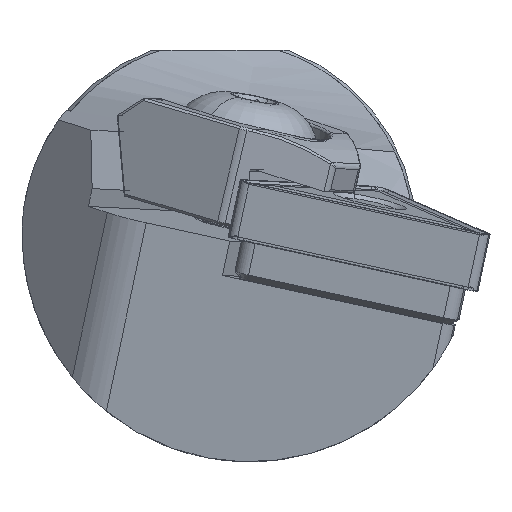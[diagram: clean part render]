
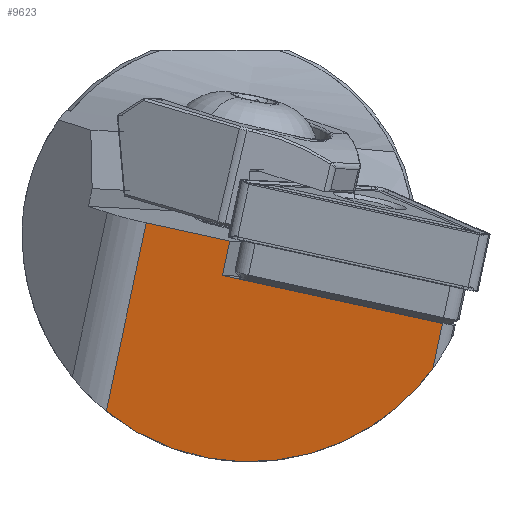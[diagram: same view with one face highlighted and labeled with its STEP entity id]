
A CAD part, left-side view. The second image highlights one B-rep face of the part: STEP entity #9623.
In plain terms, the highlighted planar face has unit normal (-0.993, 0.072, -0.091).
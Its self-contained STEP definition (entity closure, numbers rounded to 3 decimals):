
#167 = CARTESIAN_POINT ( 'NONE',  ( -186.746, -11.494, -14.203 ) ) ;
#397 = EDGE_CURVE ( 'NONE', #3805, #2174, #2990, .T. ) ;
#697 = ORIENTED_EDGE ( 'NONE', *, *, #4093, .T. ) ;
#883 = LINE ( 'NONE', #10095, #2755 ) ;
#1075 = ORIENTED_EDGE ( 'NONE', *, *, #4864, .T. ) ;
#1111 = DIRECTION ( 'NONE',  ( -0.105, -0.207, 0.973 ) ) ;
#1200 = CARTESIAN_POINT ( 'NONE',  ( -187.14, -12.273, -10.538 ) ) ;
#1366 = VERTEX_POINT ( 'NONE', #8353 ) ;
#1416 = ORIENTED_EDGE ( 'NONE', *, *, #8653, .F. ) ;
#2075 = EDGE_CURVE ( 'NONE', #5744, #3805, #4908, .T. ) ;
#2173 = DIRECTION ( 'NONE',  ( -0.105, -0.207, 0.973 ) ) ;
#2174 = VERTEX_POINT ( 'NONE', #1200 ) ;
#2755 = VECTOR ( 'NONE', #8489, 1000. ) ;
#2964 = DIRECTION ( 'NONE',  ( 0., -0.786, -0.619 ) ) ;
#2990 = LINE ( 'NONE', #5817, #8668 ) ;
#3448 = CARTESIAN_POINT ( 'NONE',  ( -184.499, 15.096, -17.68 ) ) ;
#3627 = PLANE ( 'NONE',  #9899 ) ;
#3670 = LINE ( 'NONE', #7202, #5002 ) ;
#3805 = VERTEX_POINT ( 'NONE', #167 ) ;
#4010 = CARTESIAN_POINT ( 'NONE',  ( -187.441, -12.869, -7.737 ) ) ;
#4093 = EDGE_CURVE ( 'NONE', #7353, #1366, #4167, .T. ) ;
#4167 = LINE ( 'NONE', #4010, #5975 ) ;
#4277 = CARTESIAN_POINT ( 'NONE',  ( -184.481, 6.332, -24.776 ) ) ;
#4330 = CARTESIAN_POINT ( 'NONE',  ( -184.499, 15.096, -17.68 ) ) ;
#4546 = CARTESIAN_POINT ( 'NONE',  ( -142.386, 98.401, -409.602 ) ) ;
#4642 = FACE_OUTER_BOUND ( 'NONE', #6803, .T. ) ;
#4864 = EDGE_CURVE ( 'NONE', #6258, #7353, #3670, .T. ) ;
#4908 =( BOUNDED_CURVE ( )  B_SPLINE_CURVE ( 3, ( #3448, #4277, #5841, #8167 ),
 .UNSPECIFIED., .F., .F. ) 
 B_SPLINE_CURVE_WITH_KNOTS ( ( 4, 4 ),
 ( 3.128, 4.749 ),
 .UNSPECIFIED. ) 
 CURVE ( )  GEOMETRIC_REPRESENTATION_ITEM ( )  RATIONAL_B_SPLINE_CURVE ( ( 1., 0.793, 0.793, 1. ) ) 
 REPRESENTATION_ITEM ( '' )  );
#5002 = VECTOR ( 'NONE', #8008, 1000. ) ;
#5542 = VECTOR ( 'NONE', #2173, 1000. ) ;
#5744 = VERTEX_POINT ( 'NONE', #4330 ) ;
#5817 = CARTESIAN_POINT ( 'NONE',  ( -143.68, 73.696, -414.993 ) ) ;
#5841 = CARTESIAN_POINT ( 'NONE',  ( -185.426, -4.85, -23.314 ) ) ;
#5975 = VECTOR ( 'NONE', #10271, 1000. ) ;
#6258 = VERTEX_POINT ( 'NONE', #7968 ) ;
#6508 = ORIENTED_EDGE ( 'NONE', *, *, #7443, .T. ) ;
#6803 = EDGE_LOOP ( 'NONE', ( #1075, #697, #1416, #7498, #7360, #6508 ) ) ;
#6876 = DIRECTION ( 'NONE',  ( 0.993, -0.072, 0.091 ) ) ;
#7140 = LINE ( 'NONE', #4546, #5542 ) ;
#7202 = CARTESIAN_POINT ( 'NONE',  ( -142.741, 91.611, -411.084 ) ) ;
#7353 = VERTEX_POINT ( 'NONE', #8388 ) ;
#7360 = ORIENTED_EDGE ( 'NONE', *, *, #397, .T. ) ;
#7443 = EDGE_CURVE ( 'NONE', #2174, #6258, #883, .T. ) ;
#7498 = ORIENTED_EDGE ( 'NONE', *, *, #2075, .T. ) ;
#7763 = CARTESIAN_POINT ( 'NONE',  ( -143.68, 73.696, -414.993 ) ) ;
#7968 = CARTESIAN_POINT ( 'NONE',  ( -186.201, 5.641, -6.63 ) ) ;
#8008 = DIRECTION ( 'NONE',  ( -0.105, -0.207, 0.973 ) ) ;
#8167 = CARTESIAN_POINT ( 'NONE',  ( -186.746, -11.494, -14.203 ) ) ;
#8353 = CARTESIAN_POINT ( 'NONE',  ( -186.146, 11.836, -2.346 ) ) ;
#8388 = CARTESIAN_POINT ( 'NONE',  ( -186.502, 5.046, -3.828 ) ) ;
#8489 = DIRECTION ( 'NONE',  ( 0.051, 0.976, 0.213 ) ) ;
#8653 = EDGE_CURVE ( 'NONE', #5744, #1366, #7140, .T. ) ;
#8668 = VECTOR ( 'NONE', #1111, 1000. ) ;
#9623 = ADVANCED_FACE ( 'NONE', ( #4642 ), #3627, .F. ) ;
#9899 = AXIS2_PLACEMENT_3D ( 'NONE', #7763, #6876, #2964 ) ;
#10095 = CARTESIAN_POINT ( 'NONE',  ( -187.14, -12.273, -10.538 ) ) ;
#10271 = DIRECTION ( 'NONE',  ( 0.051, 0.976, 0.213 ) ) ;
